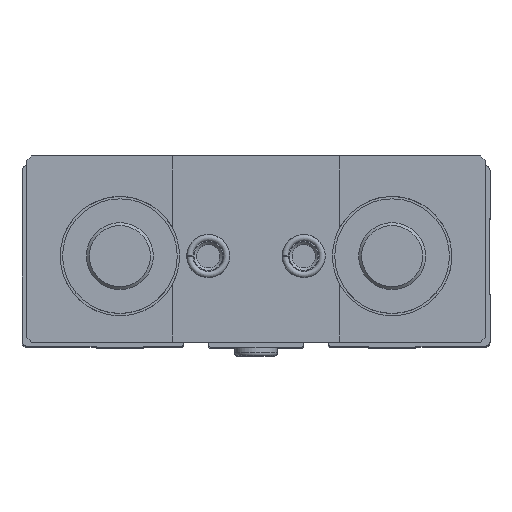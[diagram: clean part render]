
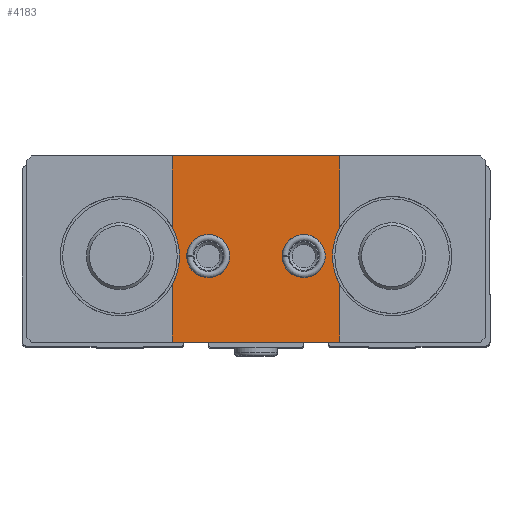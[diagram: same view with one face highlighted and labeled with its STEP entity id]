
A CAD part, top view. The second image highlights one B-rep face of the part: STEP entity #4183.
In plain terms, the highlighted planar face has unit normal (0, 0, 1).
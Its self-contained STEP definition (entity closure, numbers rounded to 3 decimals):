
#144=PLANE('',#4695);
#472=CIRCLE('',#4696,4.5);
#473=CIRCLE('',#4697,4.5);
#474=CIRCLE('',#4698,12.5);
#475=CIRCLE('',#4699,12.5);
#1293=ORIENTED_EDGE('',*,*,#2015,.F.);
#1294=ORIENTED_EDGE('',*,*,#2016,.F.);
#1295=ORIENTED_EDGE('',*,*,#1973,.T.);
#1296=ORIENTED_EDGE('',*,*,#2017,.T.);
#1297=ORIENTED_EDGE('',*,*,#1975,.T.);
#1298=ORIENTED_EDGE('',*,*,#2003,.T.);
#1299=ORIENTED_EDGE('',*,*,#1987,.T.);
#1300=ORIENTED_EDGE('',*,*,#2018,.T.);
#1301=ORIENTED_EDGE('',*,*,#1989,.T.);
#1302=ORIENTED_EDGE('',*,*,#2009,.T.);
#1973=EDGE_CURVE('',#2433,#2432,#2739,.T.);
#1975=EDGE_CURVE('',#2434,#2435,#2741,.T.);
#1987=EDGE_CURVE('',#2446,#2445,#2747,.T.);
#1989=EDGE_CURVE('',#2447,#2448,#2749,.T.);
#2003=EDGE_CURVE('',#2435,#2446,#2757,.T.);
#2009=EDGE_CURVE('',#2448,#2433,#2763,.T.);
#2015=EDGE_CURVE('',#2464,#2464,#472,.T.);
#2016=EDGE_CURVE('',#2465,#2465,#473,.T.);
#2017=EDGE_CURVE('',#2432,#2434,#474,.F.);
#2018=EDGE_CURVE('',#2445,#2447,#475,.F.);
#2432=VERTEX_POINT('',#7031);
#2433=VERTEX_POINT('',#7033);
#2434=VERTEX_POINT('',#7037);
#2435=VERTEX_POINT('',#7038);
#2445=VERTEX_POINT('',#7081);
#2446=VERTEX_POINT('',#7083);
#2447=VERTEX_POINT('',#7087);
#2448=VERTEX_POINT('',#7088);
#2464=VERTEX_POINT('',#7155);
#2465=VERTEX_POINT('',#7157);
#2739=LINE('',#7032,#2998);
#2741=LINE('',#7036,#3000);
#2747=LINE('',#7082,#3006);
#2749=LINE('',#7086,#3008);
#2757=LINE('',#7132,#3016);
#2763=LINE('',#7143,#3022);
#2998=VECTOR('',#5728,1000.);
#3000=VECTOR('',#5732,1000.);
#3006=VECTOR('',#5754,1000.);
#3008=VECTOR('',#5758,1000.);
#3016=VECTOR('',#5780,1000.);
#3022=VECTOR('',#5790,1000.);
#3336=EDGE_LOOP('',(#1293));
#3337=EDGE_LOOP('',(#1294));
#3338=EDGE_LOOP('',(#1295,#1296,#1297,#1298,#1299,#1300,#1301,#1302));
#3768=FACE_BOUND('',#3336,.T.);
#3769=FACE_BOUND('',#3337,.T.);
#3770=FACE_BOUND('',#3338,.T.);
#4183=ADVANCED_FACE('',(#3768,#3769,#3770),#144,.T.);
#4695=AXIS2_PLACEMENT_3D('',#7153,#5798,#5799);
#4696=AXIS2_PLACEMENT_3D('',#7154,#5800,#5801);
#4697=AXIS2_PLACEMENT_3D('',#7156,#5802,#5803);
#4698=AXIS2_PLACEMENT_3D('',#7158,#5804,#5805);
#4699=AXIS2_PLACEMENT_3D('',#7159,#5806,#5807);
#5728=DIRECTION('',(0.,1.,0.));
#5732=DIRECTION('',(0.,1.,0.));
#5754=DIRECTION('',(0.,-1.,0.));
#5758=DIRECTION('',(0.,-1.,0.));
#5780=DIRECTION('',(-1.,0.,0.));
#5790=DIRECTION('',(1.,0.,0.));
#5798=DIRECTION('',(0.,0.,1.));
#5799=DIRECTION('',(1.,0.,0.));
#5800=DIRECTION('',(0.,0.,1.));
#5801=DIRECTION('',(1.,0.,0.));
#5802=DIRECTION('',(0.,0.,1.));
#5803=DIRECTION('',(1.,0.,0.));
#5804=DIRECTION('',(0.,0.,1.));
#5805=DIRECTION('',(1.,0.,0.));
#5806=DIRECTION('',(0.,0.,1.));
#5807=DIRECTION('',(1.,0.,0.));
#7031=CARTESIAN_POINT('',(17.5,-5.937,30.));
#7032=CARTESIAN_POINT('',(17.5,0.,30.));
#7033=CARTESIAN_POINT('',(17.5,-18.,30.));
#7036=CARTESIAN_POINT('',(17.5,0.,30.));
#7037=CARTESIAN_POINT('',(17.5,5.937,30.));
#7038=CARTESIAN_POINT('',(17.5,21.,30.));
#7081=CARTESIAN_POINT('',(-17.5,5.937,30.));
#7082=CARTESIAN_POINT('',(-17.5,0.,30.));
#7083=CARTESIAN_POINT('',(-17.5,21.,30.));
#7086=CARTESIAN_POINT('',(-17.5,0.,30.));
#7087=CARTESIAN_POINT('',(-17.5,-5.937,30.));
#7088=CARTESIAN_POINT('',(-17.5,-18.,30.));
#7132=CARTESIAN_POINT('',(48.,21.,30.));
#7143=CARTESIAN_POINT('',(-48.,-18.,30.));
#7153=CARTESIAN_POINT('',(0.,0.,30.));
#7154=CARTESIAN_POINT('',(-10.,0.,30.));
#7155=CARTESIAN_POINT('',(-5.5,0.,30.));
#7156=CARTESIAN_POINT('',(10.,0.,30.));
#7157=CARTESIAN_POINT('',(14.5,0.,30.));
#7158=CARTESIAN_POINT('',(28.5,0.,30.));
#7159=CARTESIAN_POINT('',(-28.5,0.,30.));
